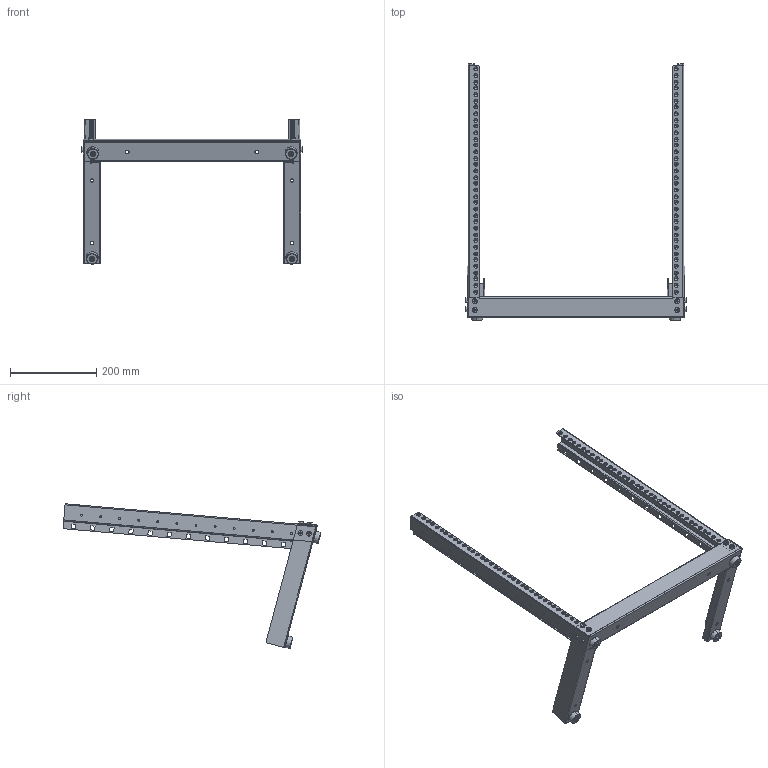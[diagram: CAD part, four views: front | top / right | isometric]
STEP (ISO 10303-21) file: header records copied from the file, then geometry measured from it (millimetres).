
FILE_DESCRIPTION((''),'2;1');
FILE_NAME('ASM0001_ASM','2021-08-04T',('Administrator'),(''),'PRO/ENGINEER BY PARAMETRIC TECHNOLOGY CORPORATION, 2010100','PRO/ENGINEER BY PARAMETRIC TECHNOLOGY CORPORATION, 2010100','');
FILE_SCHEMA(('CONFIG_CONTROL_DESIGN'));
Length unit declared in the file: millimetre
Products named in the file (10): PRT0001; PRT0002; PRODUCT_577; PRT0003; PRODUCT_9885; PRODUCT_2446; PRODUCT_4276; PRODUCT_6163; PRODUCT_8016; ASM0001_ASM
Assembly tree (33 placements, depth 2):
  ASM0001_ASM
    PRT0001  x10
    PRT0002  x10
    PRODUCT_577  x4
    PRT0003  x4
    PRODUCT_9885
    PRODUCT_2446
    PRODUCT_4276
    PRODUCT_6163
    PRODUCT_8016
Bounding box: 513.77 x 598.43 x 335.31 mm (x, y, z)
Volume: 468481.7 mm3; surface area: 468553 mm2
Topology: 33 solids, 33 shells, 1798 faces, 4296 edges, 2592 vertices
Faces by surface type: plane 746, cylinder 596, torus 368, bspline 52, cone 36
Entity records: 38827 total; most frequent: CARTESIAN_POINT 7633, DIRECTION 7086, ORIENTED_EDGE 6048, EDGE_CURVE 3024, AXIS2_PLACEMENT_3D 2837, VERTEX_POINT 1776, EDGE_LOOP 1578, CIRCLE 1540
